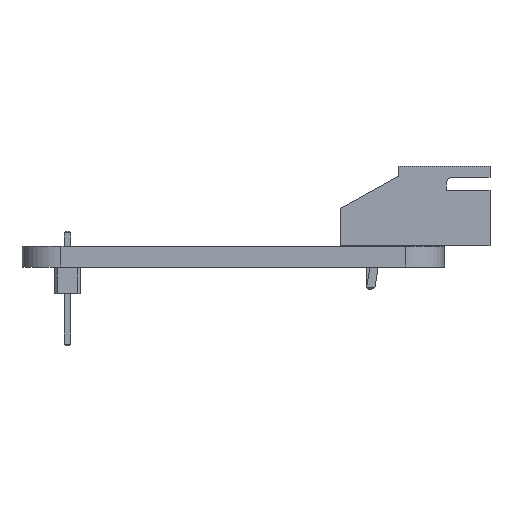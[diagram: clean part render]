
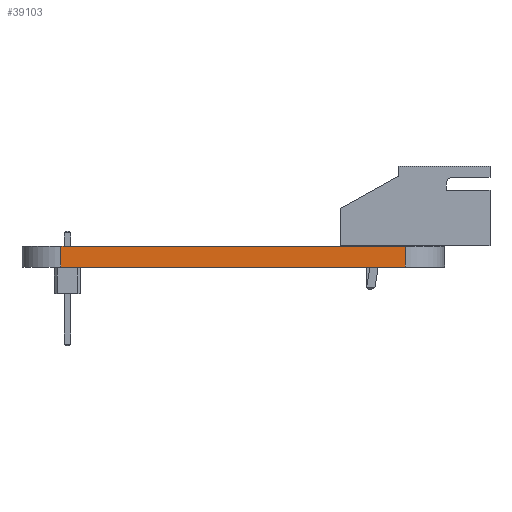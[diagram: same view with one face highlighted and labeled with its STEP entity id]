
A CAD part, left-side view. The second image highlights one B-rep face of the part: STEP entity #39103.
In plain terms, the highlighted planar face has unit normal (-1, 0, 0).
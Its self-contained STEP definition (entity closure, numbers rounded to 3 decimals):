
#39103 = ADVANCED_FACE('',(#39104),#39118,.F.);
#39104 = FACE_BOUND('',#39105,.F.);
#39105 = EDGE_LOOP('',(#39106,#39141,#39169,#39197));
#39106 = ORIENTED_EDGE('',*,*,#39107,.T.);
#39107 = EDGE_CURVE('',#39108,#39110,#39112,.T.);
#39108 = VERTEX_POINT('',#39109);
#39109 = CARTESIAN_POINT('',(89.995,-83.,0.));
#39110 = VERTEX_POINT('',#39111);
#39111 = CARTESIAN_POINT('',(89.995,-83.,1.6));
#39112 = SURFACE_CURVE('',#39113,(#39117,#39129),.PCURVE_S1.);
#39113 = LINE('',#39114,#39115);
#39114 = CARTESIAN_POINT('',(89.995,-83.,0.));
#39115 = VECTOR('',#39116,1.);
#39116 = DIRECTION('',(0.,0.,1.));
#39117 = PCURVE('',#39118,#39123);
#39118 = PLANE('',#39119);
#39119 = AXIS2_PLACEMENT_3D('',#39120,#39121,#39122);
#39120 = CARTESIAN_POINT('',(89.995,-83.,0.));
#39121 = DIRECTION('',(1.,0.,0.));
#39122 = DIRECTION('',(0.,-1.,0.));
#39123 = DEFINITIONAL_REPRESENTATION('',(#39124),#39128);
#39124 = LINE('',#39125,#39126);
#39125 = CARTESIAN_POINT('',(0.,0.));
#39126 = VECTOR('',#39127,1.);
#39127 = DIRECTION('',(0.,-1.));
#39128 = ( GEOMETRIC_REPRESENTATION_CONTEXT(2) 
PARAMETRIC_REPRESENTATION_CONTEXT() REPRESENTATION_CONTEXT('2D SPACE',''
  ) );
#39129 = PCURVE('',#39130,#39135);
#39130 = CYLINDRICAL_SURFACE('',#39131,2.975);
#39131 = AXIS2_PLACEMENT_3D('',#39132,#39133,#39134);
#39132 = CARTESIAN_POINT('',(92.97,-82.975,0.));
#39133 = DIRECTION('',(0.,0.,-1.));
#39134 = DIRECTION('',(1.,0.,0.));
#39135 = DEFINITIONAL_REPRESENTATION('',(#39136),#39140);
#39136 = LINE('',#39137,#39138);
#39137 = CARTESIAN_POINT('',(-3.15,0.));
#39138 = VECTOR('',#39139,1.);
#39139 = DIRECTION('',(0.,-1.));
#39140 = ( GEOMETRIC_REPRESENTATION_CONTEXT(2) 
PARAMETRIC_REPRESENTATION_CONTEXT() REPRESENTATION_CONTEXT('2D SPACE',''
  ) );
#39141 = ORIENTED_EDGE('',*,*,#39142,.T.);
#39142 = EDGE_CURVE('',#39110,#39143,#39145,.T.);
#39143 = VERTEX_POINT('',#39144);
#39144 = CARTESIAN_POINT('',(89.99,-109.485,1.6));
#39145 = SURFACE_CURVE('',#39146,(#39150,#39157),.PCURVE_S1.);
#39146 = LINE('',#39147,#39148);
#39147 = CARTESIAN_POINT('',(89.995,-83.,1.6));
#39148 = VECTOR('',#39149,1.);
#39149 = DIRECTION('',(0.,-1.,0.));
#39150 = PCURVE('',#39118,#39151);
#39151 = DEFINITIONAL_REPRESENTATION('',(#39152),#39156);
#39152 = LINE('',#39153,#39154);
#39153 = CARTESIAN_POINT('',(0.,-1.6));
#39154 = VECTOR('',#39155,1.);
#39155 = DIRECTION('',(1.,0.));
#39156 = ( GEOMETRIC_REPRESENTATION_CONTEXT(2) 
PARAMETRIC_REPRESENTATION_CONTEXT() REPRESENTATION_CONTEXT('2D SPACE',''
  ) );
#39157 = PCURVE('',#39158,#39163);
#39158 = PLANE('',#39159);
#39159 = AXIS2_PLACEMENT_3D('',#39160,#39161,#39162);
#39160 = CARTESIAN_POINT('',(119.997,-96.244,1.6));
#39161 = DIRECTION('',(0.,0.,1.));
#39162 = DIRECTION('',(1.,0.,0.));
#39163 = DEFINITIONAL_REPRESENTATION('',(#39164),#39168);
#39164 = LINE('',#39165,#39166);
#39165 = CARTESIAN_POINT('',(-30.002,13.244));
#39166 = VECTOR('',#39167,1.);
#39167 = DIRECTION('',(0.,-1.));
#39168 = ( GEOMETRIC_REPRESENTATION_CONTEXT(2) 
PARAMETRIC_REPRESENTATION_CONTEXT() REPRESENTATION_CONTEXT('2D SPACE',''
  ) );
#39169 = ORIENTED_EDGE('',*,*,#39170,.F.);
#39170 = EDGE_CURVE('',#39171,#39143,#39173,.T.);
#39171 = VERTEX_POINT('',#39172);
#39172 = CARTESIAN_POINT('',(89.99,-109.485,0.));
#39173 = SURFACE_CURVE('',#39174,(#39178,#39185),.PCURVE_S1.);
#39174 = LINE('',#39175,#39176);
#39175 = CARTESIAN_POINT('',(89.99,-109.485,0.));
#39176 = VECTOR('',#39177,1.);
#39177 = DIRECTION('',(0.,0.,1.));
#39178 = PCURVE('',#39118,#39179);
#39179 = DEFINITIONAL_REPRESENTATION('',(#39180),#39184);
#39180 = LINE('',#39181,#39182);
#39181 = CARTESIAN_POINT('',(26.485,0.));
#39182 = VECTOR('',#39183,1.);
#39183 = DIRECTION('',(0.,-1.));
#39184 = ( GEOMETRIC_REPRESENTATION_CONTEXT(2) 
PARAMETRIC_REPRESENTATION_CONTEXT() REPRESENTATION_CONTEXT('2D SPACE',''
  ) );
#39185 = PCURVE('',#39186,#39191);
#39186 = CYLINDRICAL_SURFACE('',#39187,2.975);
#39187 = AXIS2_PLACEMENT_3D('',#39188,#39189,#39190);
#39188 = CARTESIAN_POINT('',(92.965,-109.495,0.));
#39189 = DIRECTION('',(0.,0.,-1.));
#39190 = DIRECTION('',(1.,0.,0.));
#39191 = DEFINITIONAL_REPRESENTATION('',(#39192),#39196);
#39192 = LINE('',#39193,#39194);
#39193 = CARTESIAN_POINT('',(-3.138,0.));
#39194 = VECTOR('',#39195,1.);
#39195 = DIRECTION('',(0.,-1.));
#39196 = ( GEOMETRIC_REPRESENTATION_CONTEXT(2) 
PARAMETRIC_REPRESENTATION_CONTEXT() REPRESENTATION_CONTEXT('2D SPACE',''
  ) );
#39197 = ORIENTED_EDGE('',*,*,#39198,.F.);
#39198 = EDGE_CURVE('',#39108,#39171,#39199,.T.);
#39199 = SURFACE_CURVE('',#39200,(#39204,#39211),.PCURVE_S1.);
#39200 = LINE('',#39201,#39202);
#39201 = CARTESIAN_POINT('',(89.995,-83.,0.));
#39202 = VECTOR('',#39203,1.);
#39203 = DIRECTION('',(0.,-1.,0.));
#39204 = PCURVE('',#39118,#39205);
#39205 = DEFINITIONAL_REPRESENTATION('',(#39206),#39210);
#39206 = LINE('',#39207,#39208);
#39207 = CARTESIAN_POINT('',(0.,0.));
#39208 = VECTOR('',#39209,1.);
#39209 = DIRECTION('',(1.,0.));
#39210 = ( GEOMETRIC_REPRESENTATION_CONTEXT(2) 
PARAMETRIC_REPRESENTATION_CONTEXT() REPRESENTATION_CONTEXT('2D SPACE',''
  ) );
#39211 = PCURVE('',#39212,#39217);
#39212 = PLANE('',#39213);
#39213 = AXIS2_PLACEMENT_3D('',#39214,#39215,#39216);
#39214 = CARTESIAN_POINT('',(119.997,-96.244,0.));
#39215 = DIRECTION('',(0.,0.,1.));
#39216 = DIRECTION('',(1.,0.,0.));
#39217 = DEFINITIONAL_REPRESENTATION('',(#39218),#39222);
#39218 = LINE('',#39219,#39220);
#39219 = CARTESIAN_POINT('',(-30.002,13.244));
#39220 = VECTOR('',#39221,1.);
#39221 = DIRECTION('',(0.,-1.));
#39222 = ( GEOMETRIC_REPRESENTATION_CONTEXT(2) 
PARAMETRIC_REPRESENTATION_CONTEXT() REPRESENTATION_CONTEXT('2D SPACE',''
  ) );
